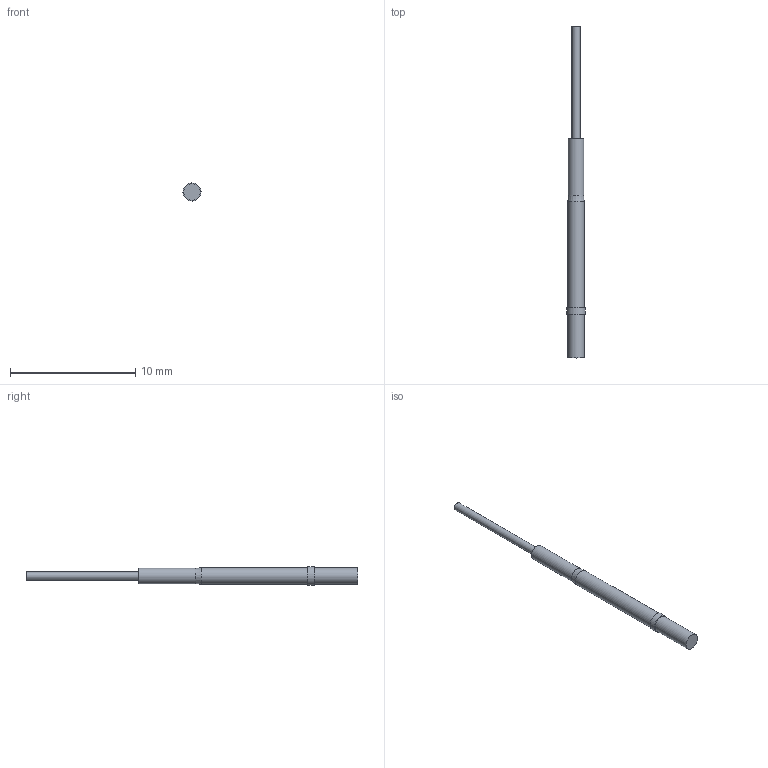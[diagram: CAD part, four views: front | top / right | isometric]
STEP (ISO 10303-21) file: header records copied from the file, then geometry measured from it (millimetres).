
FILE_DESCRIPTION(/* description */ (''),/* implementation_level */ '2;1');
FILE_NAME(/* name */ 'R75-3W.step',/* time_stamp */ '2024-10-30T14:36:11+02:00',/* author */ (''),/* organization */ (''),/* preprocessor_version */ 'ST-DEVELOPER v20',/* originating_system */ 'Autodesk Translation Framework v13.20.0.188',/* authorisation */ '');
FILE_SCHEMA (('AUTOMOTIVE_DESIGN { 1 0 10303 214 3 1 1 }'));
Length unit declared in the file: millimetre
Products named in the file (1): R75-3W
Bounding box: 1.45 x 26.5 x 1.45 mm (x, y, z)
Volume: 26 mm3; surface area: 92.5 mm2
Topology: 1 solids, 1 shells, 11 faces, 16 edges, 10 vertices
Faces by surface type: plane 5, cylinder 5, cone 1
Full cylindrical faces by diameter (mm): 0.64 x1, 1.22 x1, 1.32 x2, 1.45 x1
Entity records: 277 total; most frequent: DIRECTION 50, CARTESIAN_POINT 38, ORIENTED_EDGE 32, AXIS2_PLACEMENT_3D 22, EDGE_CURVE 16, EDGE_LOOP 14, FACE_OUTER_BOUND 11, ADVANCED_FACE 11
